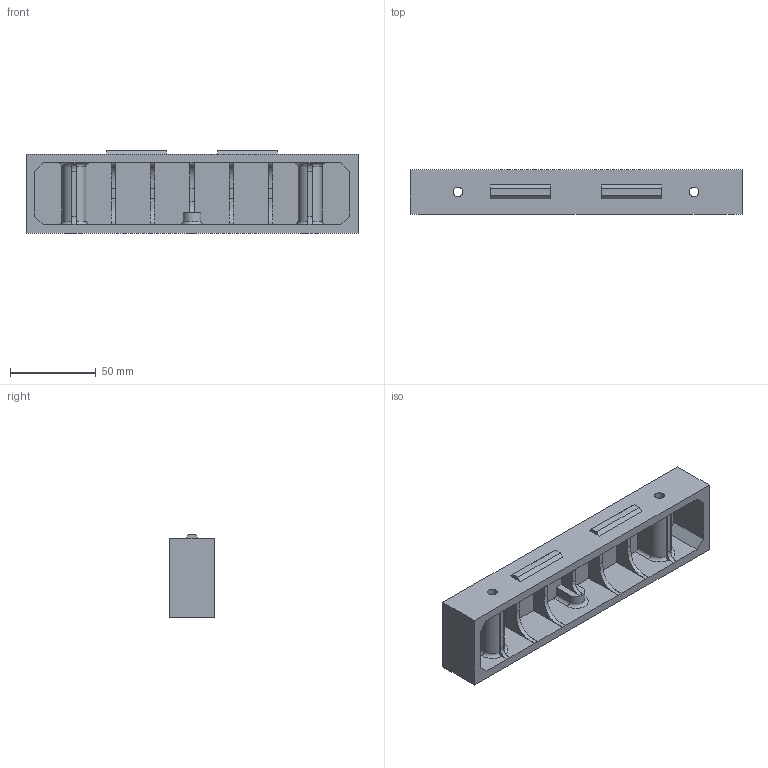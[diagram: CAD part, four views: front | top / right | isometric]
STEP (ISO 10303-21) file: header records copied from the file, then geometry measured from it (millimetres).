
FILE_DESCRIPTION(/* description */ (''),/* implementation_level */ '2;1');
FILE_NAME(/* name */ '02_15__XP__Skirt_Base___V1.1.step',/* time_stamp */ '2025-04-03T11:34:07+02:00',/* author */ (''),/* organization */ (''),/* preprocessor_version */ 'ST-DEVELOPER v20.1',/* originating_system */ 'Autodesk Translation Framework v14.4.0.0',/* authorisation */ '');
FILE_SCHEMA (('AUTOMOTIVE_DESIGN { 1 0 10303 214 3 1 1 }'));
Length unit declared in the file: millimetre
Products named in the file (1): 02_15__XP__Skirt_Base___V1.1
Bounding box: 193.3 x 26 x 48 mm (x, y, z)
Volume: 90655.9 mm3; surface area: 48190.5 mm2
Topology: 1 solids, 1 shells, 120 faces, 299 edges, 187 vertices
Faces by surface type: plane 76, cylinder 20, bspline 14, torus 9, cone 1
Full cylindrical faces by diameter (mm): 4.3 x1, 5.5 x2, 10 x2
Entity records: 4497 total; most frequent: CARTESIAN_POINT 1673, ORIENTED_EDGE 598, DIRECTION 527, EDGE_CURVE 299, LINE 213, VECTOR 213, VERTEX_POINT 187, AXIS2_PLACEMENT_3D 157
